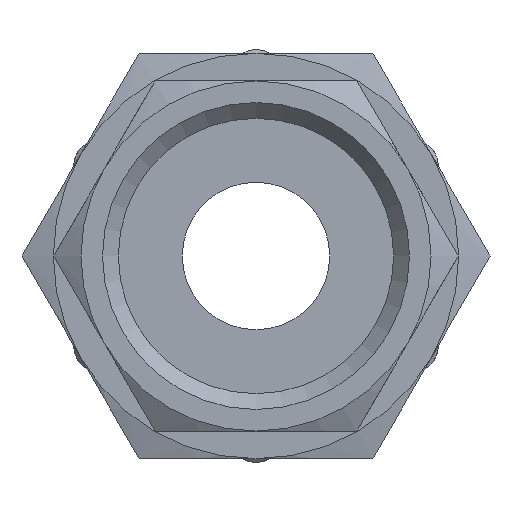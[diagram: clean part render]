
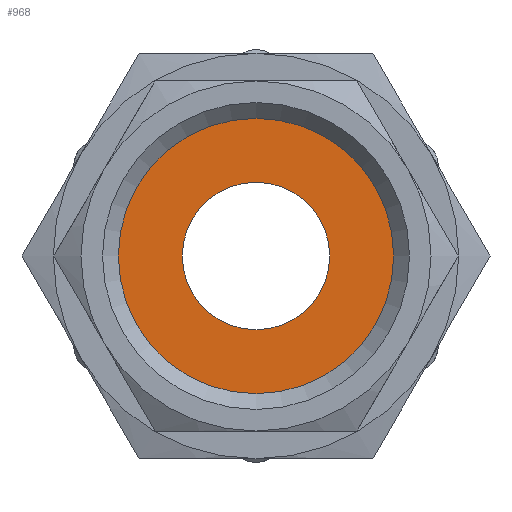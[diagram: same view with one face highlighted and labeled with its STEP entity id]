
A CAD part, left-side view. The second image highlights one B-rep face of the part: STEP entity #968.
In plain terms, the highlighted planar face has unit normal (-1, 0, 0).
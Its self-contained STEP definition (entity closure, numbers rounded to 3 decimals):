
#88=PLANE('',#1096);
#154=CIRCLE('',#1095,4.);
#155=CIRCLE('',#1097,7.475);
#421=ORIENTED_EDGE('',*,*,#560,.T.);
#422=ORIENTED_EDGE('',*,*,#559,.F.);
#559=EDGE_CURVE('',#646,#646,#154,.T.);
#560=EDGE_CURVE('',#647,#647,#155,.T.);
#646=VERTEX_POINT('',#1882);
#647=VERTEX_POINT('',#1885);
#787=EDGE_LOOP('',(#421));
#788=EDGE_LOOP('',(#422));
#871=FACE_BOUND('',#787,.T.);
#872=FACE_BOUND('',#788,.T.);
#968=ADVANCED_FACE('',(#871,#872),#88,.T.);
#1095=AXIS2_PLACEMENT_3D('',#1881,#1349,#1350);
#1096=AXIS2_PLACEMENT_3D('',#1883,#1351,#1352);
#1097=AXIS2_PLACEMENT_3D('',#1884,#1353,#1354);
#1349=DIRECTION('',(-1.,0.,0.));
#1350=DIRECTION('',(0.,0.,1.));
#1351=DIRECTION('',(-1.,0.,0.));
#1352=DIRECTION('',(0.,0.,1.));
#1353=DIRECTION('',(-1.,0.,0.));
#1354=DIRECTION('',(0.,0.,1.));
#1881=CARTESIAN_POINT('',(12.,0.,0.));
#1882=CARTESIAN_POINT('',(12.,0.,4.));
#1883=CARTESIAN_POINT('',(12.,-4.,0.));
#1884=CARTESIAN_POINT('',(12.,0.,0.));
#1885=CARTESIAN_POINT('',(12.,0.,7.475));
